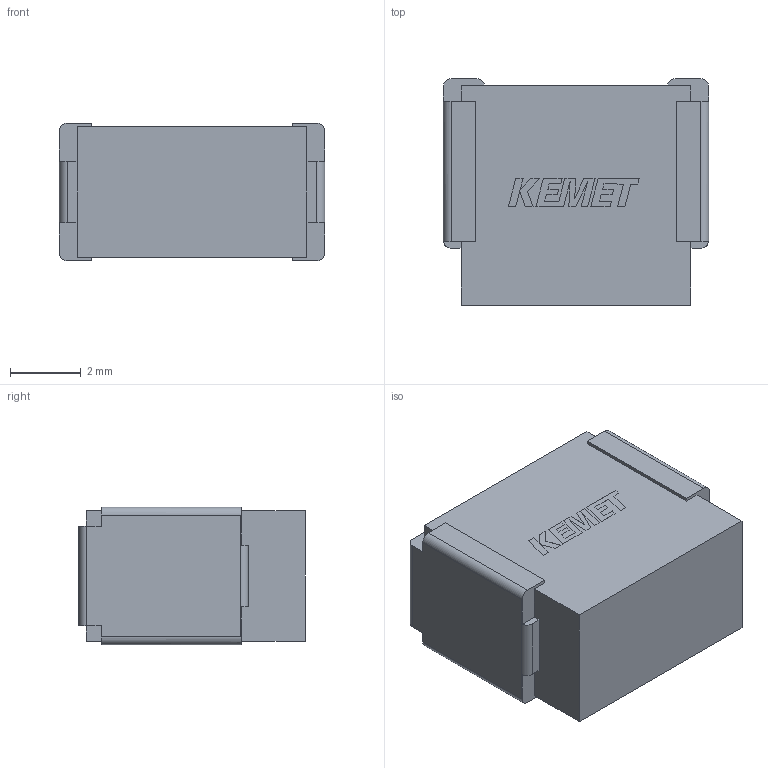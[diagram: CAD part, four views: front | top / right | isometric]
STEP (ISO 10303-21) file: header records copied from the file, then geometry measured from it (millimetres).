
FILE_DESCRIPTION (( 'STEP AP214' ), '1' );
FILE_NAME ('CFS_KSTD_2824_L7.5W6.2T3.7F0.5.STEP', '2023-03-23T17:14:32', ( '' ), ( '' ), 'SwSTEP 2.0', 'SolidWorks 2021', '' );
FILE_SCHEMA (( 'AUTOMOTIVE_DESIGN' ));
Length unit declared in the file: millimetre
Products named in the file (1): CFS_KSTD_2824_L7.5W6.2T3.7F0.5
Bounding box: 7.5 x 6.41 x 3.89 mm (x, y, z)
Volume: 163.6 mm3; surface area: 203.2 mm2
Topology: 4 solids, 4 shells, 117 faces, 327 edges, 218 vertices
Faces by surface type: plane 103, cylinder 14
Entity records: 4364 total; most frequent: CARTESIAN_POINT 675, ORIENTED_EDGE 654, DIRECTION 587, EDGE_CURVE 327, VECTOR 295, LINE 295, VERTEX_POINT 218, AXIS2_PLACEMENT_3D 146
